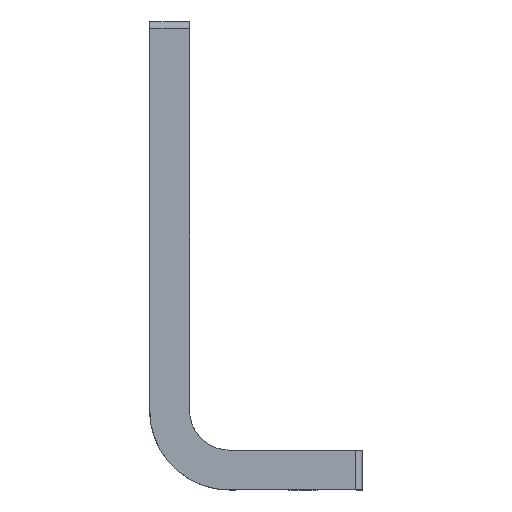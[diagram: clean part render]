
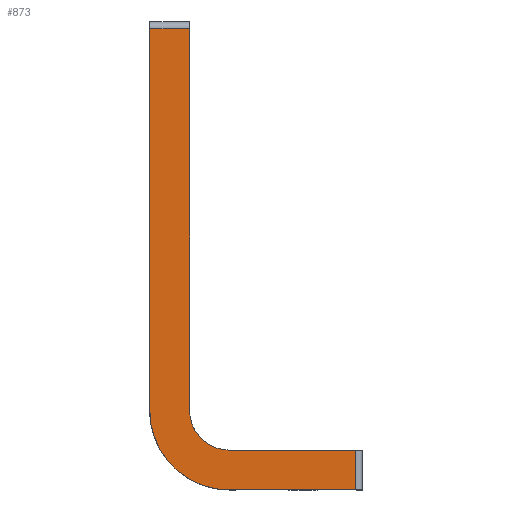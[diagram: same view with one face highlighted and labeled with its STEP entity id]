
A CAD part, front view. The second image highlights one B-rep face of the part: STEP entity #873.
In plain terms, the highlighted planar face has unit normal (0, -1, 0).
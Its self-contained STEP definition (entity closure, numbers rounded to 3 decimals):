
#823=AXIS2_PLACEMENT_3D('Plane Axis2P3D',#820,#821,#822) ;
#850=AXIS2_PLACEMENT_3D('Circle Axis2P3D',#848,#849,$) ;
#860=AXIS2_PLACEMENT_3D('Circle Axis2P3D',#858,#859,$) ;
#108=CARTESIAN_POINT('Line Origine',(0.,0.,20.366)) ;
#112=CARTESIAN_POINT('Vertex',(0.,0.,6.)) ;
#114=CARTESIAN_POINT('Vertex',(0.,0.,34.733)) ;
#385=CARTESIAN_POINT('Vertex',(3.,0.,34.733)) ;
#388=CARTESIAN_POINT('Line Origine',(3.,0.,20.366)) ;
#392=CARTESIAN_POINT('Vertex',(3.,0.,6.)) ;
#820=CARTESIAN_POINT('Axis2P3D Location',(0.,0.,-10.267)) ;
#825=CARTESIAN_POINT('Line Origine',(10.75,0.,0.)) ;
#829=CARTESIAN_POINT('Vertex',(15.5,0.,0.)) ;
#831=CARTESIAN_POINT('Vertex',(6.,0.,0.)) ;
#834=CARTESIAN_POINT('Line Origine',(15.5,0.,1.5)) ;
#838=CARTESIAN_POINT('Vertex',(15.5,0.,3.)) ;
#841=CARTESIAN_POINT('Line Origine',(10.75,0.,3.)) ;
#845=CARTESIAN_POINT('Vertex',(6.,0.,3.)) ;
#848=CARTESIAN_POINT('Axis2P3D Location',(6.,0.,6.)) ;
#853=CARTESIAN_POINT('Line Origine',(1.5,0.,34.733)) ;
#858=CARTESIAN_POINT('Axis2P3D Location',(6.,0.,6.)) ;
#109=DIRECTION('Vector Direction',(0.,0.,1.)) ;
#389=DIRECTION('Vector Direction',(0.,0.,1.)) ;
#821=DIRECTION('Axis2P3D Direction',(0.,1.,0.)) ;
#822=DIRECTION('Axis2P3D XDirection',(1.,0.,0.)) ;
#826=DIRECTION('Vector Direction',(-1.,0.,0.)) ;
#835=DIRECTION('Vector Direction',(0.,0.,1.)) ;
#842=DIRECTION('Vector Direction',(-1.,0.,0.)) ;
#849=DIRECTION('Axis2P3D Direction',(0.,1.,0.)) ;
#854=DIRECTION('Vector Direction',(-1.,0.,0.)) ;
#859=DIRECTION('Axis2P3D Direction',(0.,1.,0.)) ;
#110=VECTOR('Line Direction',#109,1.) ;
#390=VECTOR('Line Direction',#389,1.) ;
#827=VECTOR('Line Direction',#826,1.) ;
#836=VECTOR('Line Direction',#835,1.) ;
#843=VECTOR('Line Direction',#842,1.) ;
#855=VECTOR('Line Direction',#854,1.) ;
#864=ORIENTED_EDGE('',*,*,#833,.F.) ;
#865=ORIENTED_EDGE('',*,*,#840,.T.) ;
#866=ORIENTED_EDGE('',*,*,#847,.T.) ;
#867=ORIENTED_EDGE('',*,*,#852,.T.) ;
#868=ORIENTED_EDGE('',*,*,#394,.T.) ;
#869=ORIENTED_EDGE('',*,*,#857,.T.) ;
#870=ORIENTED_EDGE('',*,*,#116,.F.) ;
#871=ORIENTED_EDGE('',*,*,#862,.F.) ;
#873=ADVANCED_FACE('MANIFOLD_SOLID_BREP #101',(#872),#824,.F.) ;
#851=CIRCLE('generated circle',#850,3.) ;
#861=CIRCLE('generated circle',#860,6.) ;
#116=EDGE_CURVE('',#113,#115,#111,.T.) ;
#394=EDGE_CURVE('',#393,#386,#391,.T.) ;
#833=EDGE_CURVE('',#830,#832,#828,.T.) ;
#840=EDGE_CURVE('',#830,#839,#837,.T.) ;
#847=EDGE_CURVE('',#839,#846,#844,.T.) ;
#852=EDGE_CURVE('',#846,#393,#851,.T.) ;
#857=EDGE_CURVE('',#386,#115,#856,.T.) ;
#862=EDGE_CURVE('',#832,#113,#861,.T.) ;
#863=EDGE_LOOP('',(#864,#865,#866,#867,#868,#869,#870,#871)) ;
#872=FACE_OUTER_BOUND('',#863,.T.) ;
#111=LINE('Line',#108,#110) ;
#391=LINE('Line',#388,#390) ;
#828=LINE('Line',#825,#827) ;
#837=LINE('Line',#834,#836) ;
#844=LINE('Line',#841,#843) ;
#856=LINE('Line',#853,#855) ;
#824=PLANE('',#823) ;
#113=VERTEX_POINT('',#112) ;
#115=VERTEX_POINT('',#114) ;
#386=VERTEX_POINT('',#385) ;
#393=VERTEX_POINT('',#392) ;
#830=VERTEX_POINT('',#829) ;
#832=VERTEX_POINT('',#831) ;
#839=VERTEX_POINT('',#838) ;
#846=VERTEX_POINT('',#845) ;
